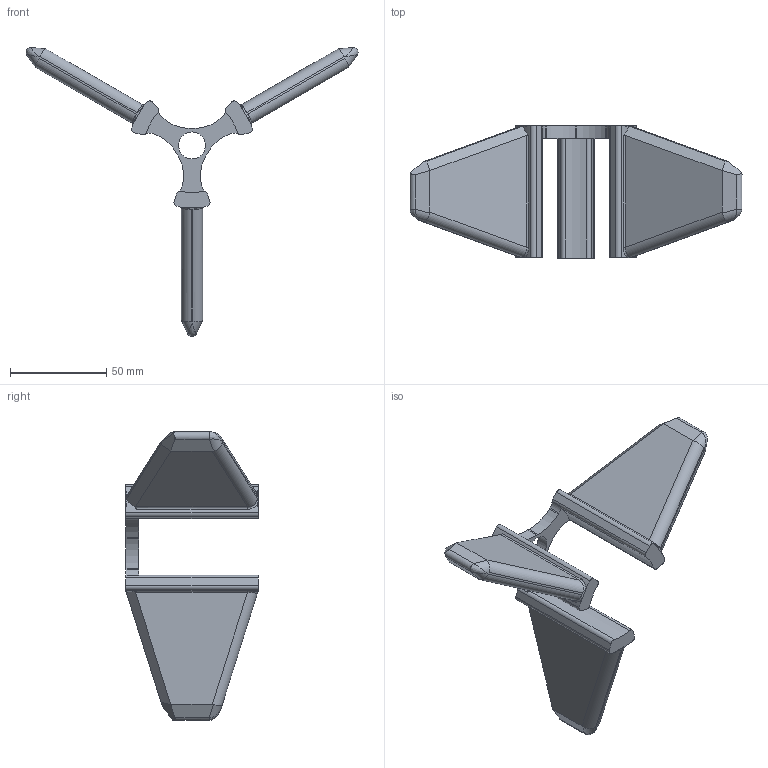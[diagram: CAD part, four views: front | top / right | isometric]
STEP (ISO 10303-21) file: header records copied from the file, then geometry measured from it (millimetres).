
FILE_DESCRIPTION(/* description */ (''),/* implementation_level */ '2;1');
FILE_NAME(/* name */ 'DownHolder v2.step',/* time_stamp */ '2023-09-28T22:48:19-04:00',/* author */ (''),/* organization */ (''),/* preprocessor_version */ 'ST-DEVELOPER v20',/* originating_system */ 'Autodesk Translation Framework v12.14.0.127',/* authorisation */ '');
FILE_SCHEMA (('AUTOMOTIVE_DESIGN { 1 0 10303 214 3 1 1 }'));
Length unit declared in the file: millimetre
Products named in the file (1): DownHolder
Bounding box: 172.26 x 68.5 x 149.85 mm (x, y, z)
Volume: 126511.5 mm3; surface area: 32051.5 mm2
Topology: 1 solids, 1 shells, 114 faces, 324 edges, 209 vertices
Faces by surface type: cylinder 58, plane 47, bspline 9
Full cylindrical faces by diameter (mm): 14 x1
Entity records: 4289 total; most frequent: CARTESIAN_POINT 1267, ORIENTED_EDGE 642, DIRECTION 640, EDGE_CURVE 321, AXIS2_PLACEMENT_3D 237, VERTEX_POINT 209, LINE 166, VECTOR 166
